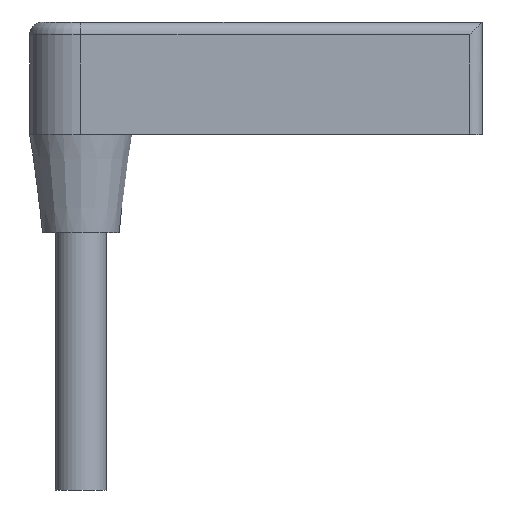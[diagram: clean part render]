
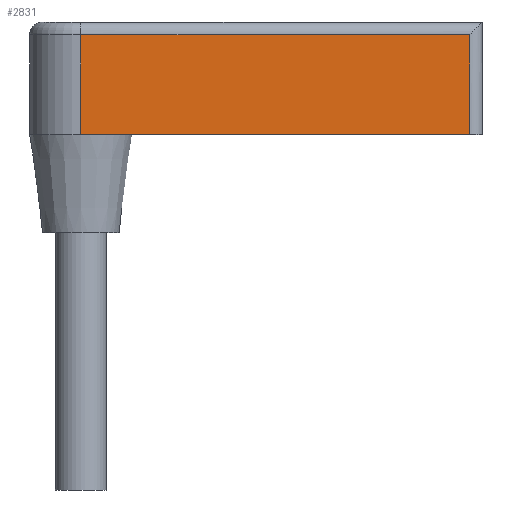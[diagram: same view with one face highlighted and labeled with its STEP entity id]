
A CAD part, left-side view. The second image highlights one B-rep face of the part: STEP entity #2831.
In plain terms, the highlighted planar face has unit normal (-1, 0, 0).
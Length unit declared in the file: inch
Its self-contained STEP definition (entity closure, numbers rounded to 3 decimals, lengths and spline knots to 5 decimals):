
#1651=CARTESIAN_POINT('',(-1.37795,-0.32874,0.0));
#1652=VERTEX_POINT('',#1651);
#1670=CARTESIAN_POINT('',(-1.37795,-0.32874,0.15354));
#1671=VERTEX_POINT('',#1670);
#1679=CARTESIAN_POINT('',(-1.37795,-0.32874,0.15354));
#1680=DIRECTION('',(0.0,0.0,-1.0));
#1681=VECTOR('',#1680,0.15354);
#1682=LINE('',#1679,#1681);
#1683=EDGE_CURVE('',#1671,#1652,#1682,.T.);
#2757=CARTESIAN_POINT('',(-1.37795,0.26969,0.15354));
#2758=VERTEX_POINT('',#2757);
#2798=CARTESIAN_POINT('',(-1.37795,0.26969,0.15354));
#2799=DIRECTION('',(0.0,-1.0,0.0));
#2800=VECTOR('',#2799,0.59843);
#2801=LINE('',#2798,#2800);
#2802=EDGE_CURVE('',#2758,#1671,#2801,.T.);
#2808=CARTESIAN_POINT('',(-1.37795,0.34843,0.17323));
#2809=DIRECTION('',(1.0,0.0,0.0));
#2810=DIRECTION('',(0.0,0.0,-1.0));
#2811=AXIS2_PLACEMENT_3D('',#2808,#2809,#2810);
#2812=PLANE('',#2811);
#2813=ORIENTED_EDGE('',*,*,#1683,.F.);
#2814=ORIENTED_EDGE('',*,*,#2802,.F.);
#2815=CARTESIAN_POINT('',(-1.37795,0.26969,0.0));
#2816=VERTEX_POINT('',#2815);
#2817=CARTESIAN_POINT('',(-1.37795,0.26969,0.0));
#2818=DIRECTION('',(0.0,0.0,1.0));
#2819=VECTOR('',#2818,0.15354);
#2820=LINE('',#2817,#2819);
#2821=EDGE_CURVE('',#2816,#2758,#2820,.T.);
#2822=ORIENTED_EDGE('',*,*,#2821,.F.);
#2823=CARTESIAN_POINT('',(-1.37795,-0.32874,0.0));
#2824=DIRECTION('',(0.0,1.0,0.0));
#2825=VECTOR('',#2824,0.59843);
#2826=LINE('',#2823,#2825);
#2827=EDGE_CURVE('',#1652,#2816,#2826,.T.);
#2828=ORIENTED_EDGE('',*,*,#2827,.F.);
#2829=EDGE_LOOP('',(#2813,#2814,#2822,#2828));
#2830=FACE_OUTER_BOUND('',#2829,.T.);
#2831=ADVANCED_FACE('',(#2830),#2812,.F.);
